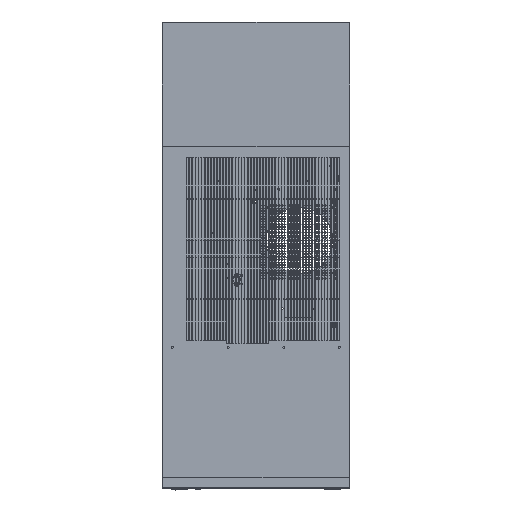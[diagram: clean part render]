
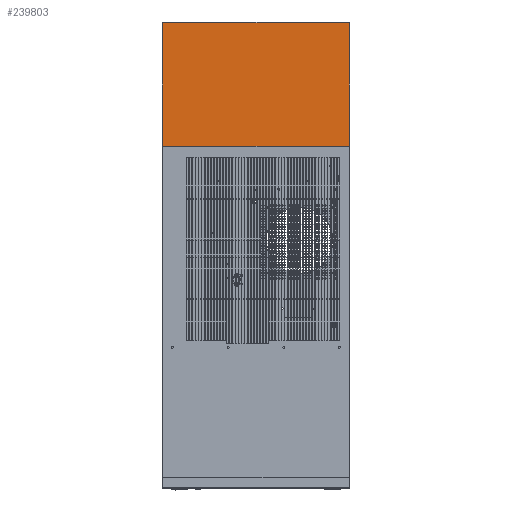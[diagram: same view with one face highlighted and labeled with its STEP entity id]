
A CAD part, top view. The second image highlights one B-rep face of the part: STEP entity #239803.
In plain terms, the highlighted free-form (B-spline) face has degree [1, 1] with [2, 2] control points.
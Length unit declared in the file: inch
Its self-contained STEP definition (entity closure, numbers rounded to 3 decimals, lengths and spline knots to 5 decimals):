
#239254=CARTESIAN_POINT('V13177',(8.10143,
   45.92747,8.9275));
#239255=VERTEX_POINT('V13177',#239254);
#239318=CARTESIAN_POINT('V13176',(-11.94457,
   45.92747,8.9275));
#239319=VERTEX_POINT('V13176',#239318);
#239333=CARTESIAN_POINT('E19918',(-11.94457,
   45.92747,8.9275));
#239334=CARTESIAN_POINT('E19918',(8.10143,
   45.92747,8.9275));
#239335=QUASI_UNIFORM_CURVE('E19918',1,(#239333,#239334),
   .POLYLINE_FORM.,.F.,.U.);
#239336=EDGE_CURVE('E19918',#239319,#239255,#239335,.T.);
#239709=CARTESIAN_POINT('V13178',(8.10143,
   32.64747,8.9275));
#239710=VERTEX_POINT('V13178',#239709);
#239774=CARTESIAN_POINT('E19919',(8.10143,
   45.92747,8.9275));
#239775=CARTESIAN_POINT('E19919',(8.10143,
   32.64747,8.9275));
#239776=QUASI_UNIFORM_CURVE('E19919',1,(#239774,#239775),
   .POLYLINE_FORM.,.F.,.U.);
#239777=EDGE_CURVE('E19919',#239255,#239710,#239776,.T.);
#239782=CARTESIAN_POINT('F6960',(-11.94575,
   32.64629,8.9275));
#239783=CARTESIAN_POINT('F6960',(-11.94575,
   45.92865,8.9275));
#239784=CARTESIAN_POINT('F6960',(8.10261,
   32.64629,8.9275));
#239785=CARTESIAN_POINT('F6960',(8.10261,
   45.92865,8.9275));
#239786=B_SPLINE_SURFACE_WITH_KNOTS('F6960',1,1,((#239782,#239784),
   (#239783,#239785)),.PLANE_SURF.,.F.,.F.,.U.,(2,2),(2,2),(0.0,
   1.0),(0.0,1.5094),.UNSPECIFIED.);
#239787=CARTESIAN_POINT('V13175',(-11.94457,
   32.64747,8.9275));
#239788=VERTEX_POINT('V13175',#239787);
#239789=CARTESIAN_POINT('E19920',(8.10143,
   32.64747,8.9275));
#239790=CARTESIAN_POINT('E19920',(-11.94457,
   32.64747,8.9275));
#239791=QUASI_UNIFORM_CURVE('E19920',1,(#239789,#239790),
   .POLYLINE_FORM.,.F.,.U.);
#239792=EDGE_CURVE('E19920',#239710,#239788,#239791,.T.);
#239793=ORIENTED_EDGE('E19920',*,*,#239792,.F.);
#239794=ORIENTED_EDGE('F6972',*,*,#239777,.F.);
#239795=ORIENTED_EDGE('F6970',*,*,#239336,.F.);
#239796=CARTESIAN_POINT('E19917',(-11.94457,
   32.64747,8.9275));
#239797=CARTESIAN_POINT('E19917',(-11.94457,
   45.92747,8.9275));
#239798=QUASI_UNIFORM_CURVE('E19917',1,(#239796,#239797),
   .POLYLINE_FORM.,.F.,.U.);
#239799=EDGE_CURVE('E19917',#239788,#239319,#239798,.T.);
#239800=ORIENTED_EDGE('E19917',*,*,#239799,.F.);
#239801=EDGE_LOOP('F6960',(#239793,#239794,#239795,#239800));
#239802=FACE_OUTER_BOUND('F6960',#239801,.T.);
#239803=ADVANCED_FACE('F6960',(#239802),#239786,.F.);
